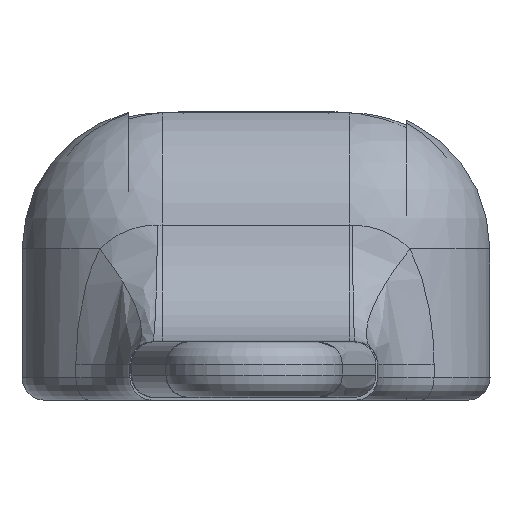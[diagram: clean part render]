
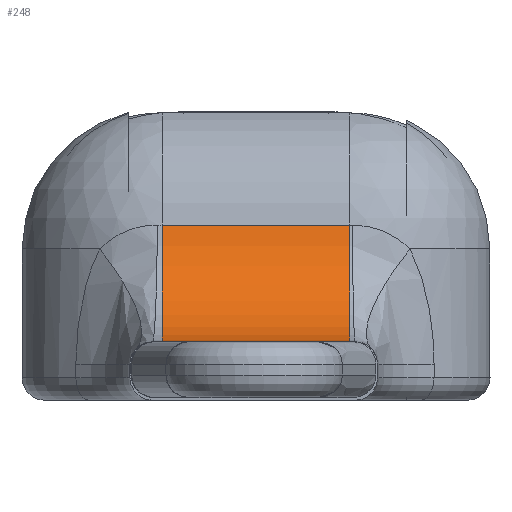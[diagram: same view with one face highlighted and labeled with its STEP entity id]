
A CAD part, front view. The second image highlights one B-rep face of the part: STEP entity #248.
In plain terms, the highlighted cylindrical face has radius 3.962 mm (diameter 7.925 mm), a partial arc.
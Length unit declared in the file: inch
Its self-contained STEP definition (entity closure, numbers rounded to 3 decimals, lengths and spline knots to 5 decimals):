
#130=CYLINDRICAL_SURFACE('',#1143,0.156);
#193=CIRCLE('',#1140,0.156);
#194=CIRCLE('',#1142,0.156);
#248=ADVANCED_FACE('',(#323),#130,.F.);
#323=FACE_OUTER_BOUND('',#382,.T.);
#382=EDGE_LOOP('',(#541,#542,#543,#544));
#541=ORIENTED_EDGE('',*,*,#890,.T.);
#542=ORIENTED_EDGE('',*,*,#821,.F.);
#543=ORIENTED_EDGE('',*,*,#891,.F.);
#544=ORIENTED_EDGE('',*,*,#876,.F.);
#731=VERTEX_POINT('',#1551);
#732=VERTEX_POINT('',#1553);
#765=VERTEX_POINT('',#1720);
#771=VERTEX_POINT('',#1772);
#821=EDGE_CURVE('',#731,#732,#961,.T.);
#876=EDGE_CURVE('',#771,#765,#984,.T.);
#890=EDGE_CURVE('',#771,#732,#193,.T.);
#891=EDGE_CURVE('',#765,#731,#194,.T.);
#961=LINE('',#1552,#1026);
#984=LINE('',#1773,#1049);
#1026=VECTOR('',#1234,1.);
#1049=VECTOR('',#1327,1.);
#1140=AXIS2_PLACEMENT_3D('',#1853,#1355,#1356);
#1142=AXIS2_PLACEMENT_3D('',#1855,#1359,#1360);
#1143=AXIS2_PLACEMENT_3D('',#1856,#1361,#1362);
#1234=DIRECTION('',(-1.,0.,0.));
#1327=DIRECTION('',(1.,0.,0.));
#1355=DIRECTION('',(-1.,0.,0.));
#1356=DIRECTION('',(0.,0.,1.));
#1359=DIRECTION('',(-1.,0.,0.));
#1360=DIRECTION('',(0.,0.,1.));
#1361=DIRECTION('',(-1.,0.,0.));
#1362=DIRECTION('',(0.,0.,1.));
#1551=CARTESIAN_POINT('',(1.6135,6.18953,-3.17865));
#1552=CARTESIAN_POINT('',(1.40538,6.18953,-3.17865));
#1553=CARTESIAN_POINT('',(1.40538,6.18953,-3.17865));
#1720=CARTESIAN_POINT('',(1.6135,6.34327,-3.04915));
#1772=CARTESIAN_POINT('',(1.40538,6.34327,-3.04915));
#1773=CARTESIAN_POINT('',(1.50944,6.34327,-3.04915));
#1853=CARTESIAN_POINT('',(1.40538,6.18953,-3.02265));
#1855=CARTESIAN_POINT('',(1.6135,6.18953,-3.02265));
#1856=CARTESIAN_POINT('',(1.50944,6.18953,-3.02265));
